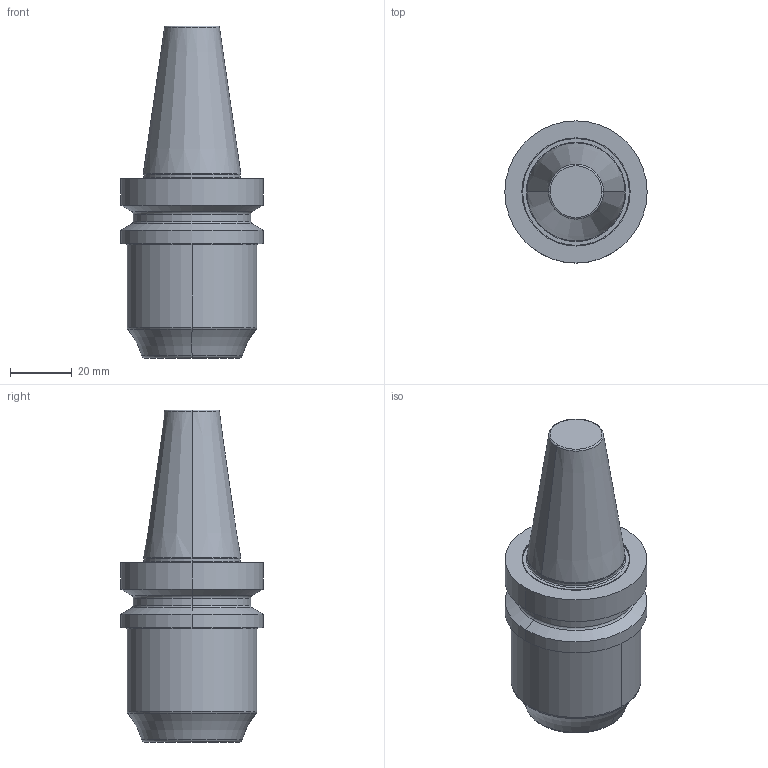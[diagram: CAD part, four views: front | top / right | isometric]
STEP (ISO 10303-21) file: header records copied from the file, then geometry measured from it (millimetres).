
FILE_DESCRIPTION((''),'2;1');
FILE_NAME('607193573-000-00-E43','2019-01-24T13:33:26',('bahnemannr'),(''),'CREO PARAMETRIC BY PTC INC, 2018020','CREO PARAMETRIC BY PTC INC, 2018020','');
FILE_SCHEMA(('AUTOMOTIVE_DESIGN { 1 0 10303 214 1 1 1 1 }'));
Length unit declared in the file: millimetre
Products named in the file (1): 607193573-000-00-E43
Bounding box: 46 x 46 x 107.4 mm (x, y, z)
Volume: 99002.9 mm3; surface area: 16084 mm2
Topology: 1 solids, 1 shells, 50 faces, 102 edges, 62 vertices
Faces by surface type: torus 22, cylinder 12, cone 10, plane 6
Entity records: 2518 total; most frequent: DIRECTION 284, CARTESIAN_POINT 211, ORIENTED_EDGE 196, PROPERTY_DEFINITION 156, REPRESENTATION 155, PROPERTY_DEFINITION_REPRESENTATION 155, AXIS2_PLACEMENT_3D 129, PRESENTATION_STYLE_ASSIGNMENT 106
